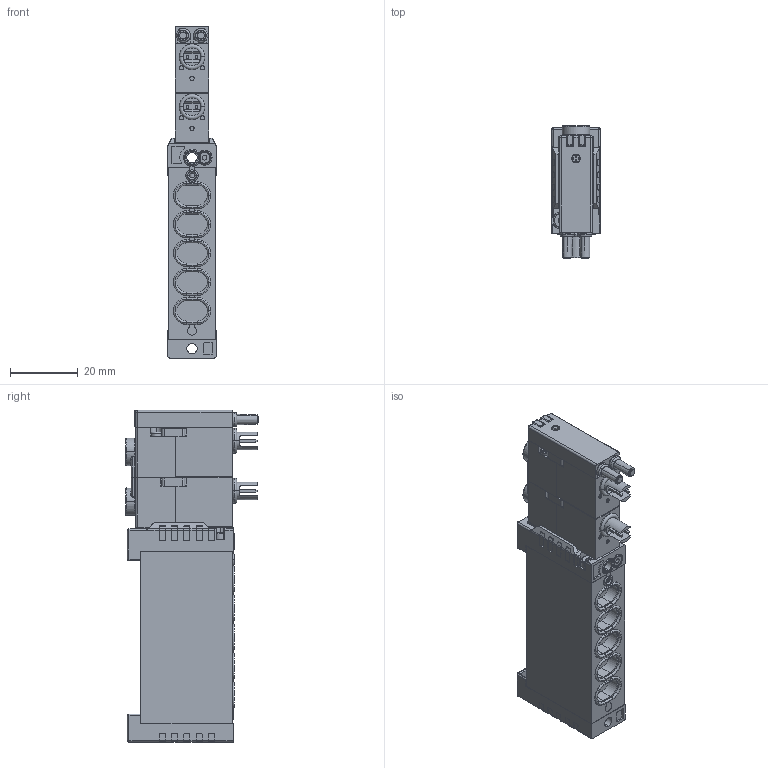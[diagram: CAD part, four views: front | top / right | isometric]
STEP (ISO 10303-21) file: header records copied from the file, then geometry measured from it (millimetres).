
FILE_DESCRIPTION(/* description */ (''),/* implementation_level */ '2;1');
FILE_NAME(/* name */ 'FDF-14双电控外形深蓝.stp',/* time_stamp */ '2025-12-09T10:45:17+08:00',/* author */ (''),/* organization */ (''),/* preprocessor_version */ 'ST-DEVELOPER v16',/* originating_system */ 'SIEMENS PLM Software NX 10.0',/* authorisation */ '');
FILE_SCHEMA (('AP203_CONFIGURATION_CONTROLLED_3D_DESIGN_OF_MECHANICAL_PARTS_AND_ASSEMBLIES_MIM_LF { 1 0 10303 403 2 1 2}'));
Length unit declared in the file: millimetre
Products named in the file (1): Admi1A6CFA90z819
Bounding box: 14.2 x 39.1 x 97.7 mm (x, y, z)
Volume: 33176.6 mm3; surface area: 18804.3 mm2
Topology: 27 solids, 32 shells, 1774 faces, 4466 edges, 2761 vertices
Faces by surface type: cylinder 750, plane 654, torus 234, cone 72, sphere 41, bspline 22, revolution 1
Entity records: 61070 total; most frequent: CARTESIAN_POINT 10903, DIRECTION 9597, ORIENTED_EDGE 8770, EDGE_CURVE 4385, AXIS2_PLACEMENT_3D 3645, VERTEX_POINT 2745, LINE 2306, VECTOR 2306
